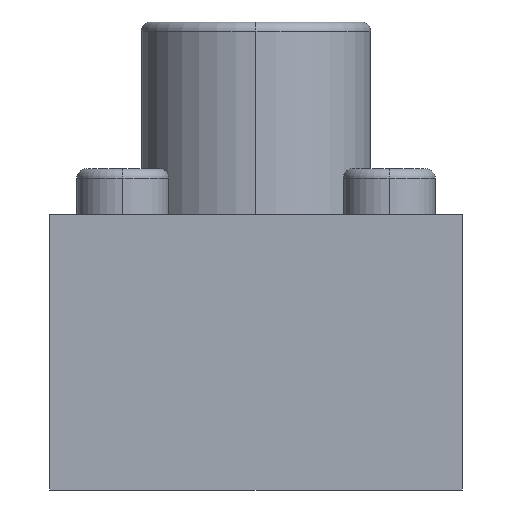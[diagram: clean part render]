
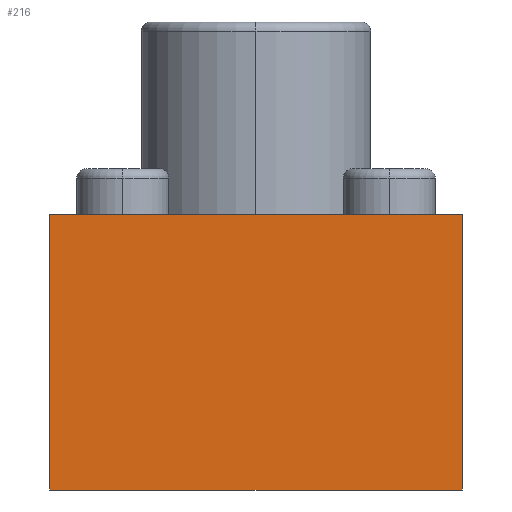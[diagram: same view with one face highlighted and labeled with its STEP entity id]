
A CAD part, left-side view. The second image highlights one B-rep face of the part: STEP entity #216.
In plain terms, the highlighted planar face has unit normal (-1, 0, 0).
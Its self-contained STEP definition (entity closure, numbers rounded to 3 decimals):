
#2 = DIRECTION ( 'NONE',  ( 1., 0., 0. ) ) ;
#19 = ORIENTED_EDGE ( 'NONE', *, *, #973, .T. ) ;
#52 = EDGE_CURVE ( 'NONE', #1411, #599, #940, .T. ) ;
#181 = VERTEX_POINT ( 'NONE', #1387 ) ;
#198 = LINE ( 'NONE', #769, #1013 ) ;
#216 = ADVANCED_FACE ( 'NONE', ( #981 ), #1537, .F. ) ;
#244 = DIRECTION ( 'NONE',  ( 0., 0., -1. ) ) ;
#250 = VECTOR ( 'NONE', #557, 1000. ) ;
#317 = VECTOR ( 'NONE', #1818, 1000. ) ;
#329 = VERTEX_POINT ( 'NONE', #1140 ) ;
#557 = DIRECTION ( 'NONE',  ( 0., -1., 0. ) ) ;
#585 = DIRECTION ( 'NONE',  ( 0., 0., -1. ) ) ;
#599 = VERTEX_POINT ( 'NONE', #1324 ) ;
#671 = AXIS2_PLACEMENT_3D ( 'NONE', #1269, #2, #585 ) ;
#693 = LINE ( 'NONE', #1243, #317 ) ;
#741 = EDGE_CURVE ( 'NONE', #1411, #181, #693, .T. ) ;
#769 = CARTESIAN_POINT ( 'NONE',  ( -2.25, -2.25, 3. ) ) ;
#940 = LINE ( 'NONE', #1496, #1215 ) ;
#973 = EDGE_CURVE ( 'NONE', #599, #329, #1236, .T. ) ;
#981 = FACE_OUTER_BOUND ( 'NONE', #1137, .T. ) ;
#997 = ORIENTED_EDGE ( 'NONE', *, *, #741, .F. ) ;
#1013 = VECTOR ( 'NONE', #1319, 1000. ) ;
#1137 = EDGE_LOOP ( 'NONE', ( #19, #1617, #997, #1718 ) ) ;
#1140 = CARTESIAN_POINT ( 'NONE',  ( -2.25, -2.25, 0. ) ) ;
#1215 = VECTOR ( 'NONE', #244, 1000. ) ;
#1236 = LINE ( 'NONE', #1810, #250 ) ;
#1243 = CARTESIAN_POINT ( 'NONE',  ( -2.25, -2.25, 3. ) ) ;
#1269 = CARTESIAN_POINT ( 'NONE',  ( -2.25, -2.25, 3. ) ) ;
#1319 = DIRECTION ( 'NONE',  ( 0., 0., -1. ) ) ;
#1324 = CARTESIAN_POINT ( 'NONE',  ( -2.25, 2.25, 0. ) ) ;
#1387 = CARTESIAN_POINT ( 'NONE',  ( -2.25, -2.25, 3. ) ) ;
#1411 = VERTEX_POINT ( 'NONE', #1472 ) ;
#1472 = CARTESIAN_POINT ( 'NONE',  ( -2.25, 2.25, 3. ) ) ;
#1496 = CARTESIAN_POINT ( 'NONE',  ( -2.25, 2.25, 3. ) ) ;
#1537 = PLANE ( 'NONE',  #671 ) ;
#1617 = ORIENTED_EDGE ( 'NONE', *, *, #1771, .F. ) ;
#1718 = ORIENTED_EDGE ( 'NONE', *, *, #52, .T. ) ;
#1771 = EDGE_CURVE ( 'NONE', #181, #329, #198, .T. ) ;
#1810 = CARTESIAN_POINT ( 'NONE',  ( -2.25, -2.25, 0. ) ) ;
#1818 = DIRECTION ( 'NONE',  ( 0., -1., 0. ) ) ;
